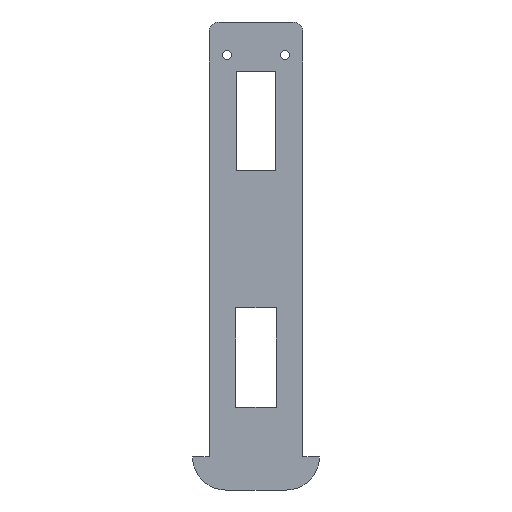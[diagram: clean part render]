
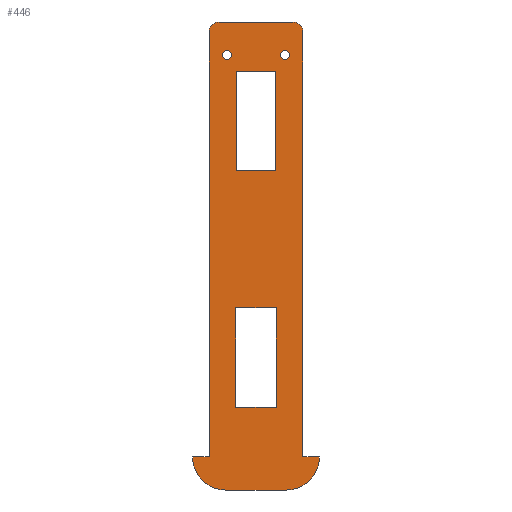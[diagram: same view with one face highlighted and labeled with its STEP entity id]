
A CAD part, front view. The second image highlights one B-rep face of the part: STEP entity #446.
In plain terms, the highlighted planar face has unit normal (0, -1, 0).
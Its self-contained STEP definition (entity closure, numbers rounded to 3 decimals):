
#15=FACE_BOUND('',#77,.T.);
#16=FACE_BOUND('',#78,.T.);
#17=FACE_BOUND('',#79,.T.);
#18=FACE_BOUND('',#80,.T.);
#25=CIRCLE('',#488,1.35);
#28=CIRCLE('',#492,1.35);
#30=CIRCLE('',#495,3.);
#31=CIRCLE('',#497,3.);
#32=CIRCLE('',#498,10.);
#33=CIRCLE('',#499,10.);
#54=FACE_OUTER_BOUND('',#76,.T.);
#76=EDGE_LOOP('',(#341,#342,#343,#344,#345,#346,#347,#348,#349,#350));
#77=EDGE_LOOP('',(#351,#352,#353,#354));
#78=EDGE_LOOP('',(#355,#356,#357,#358));
#79=EDGE_LOOP('',(#359));
#80=EDGE_LOOP('',(#360));
#95=LINE('',#639,#143);
#99=LINE('',#647,#147);
#102=LINE('',#653,#150);
#105=LINE('',#658,#153);
#109=LINE('',#667,#157);
#113=LINE('',#674,#161);
#116=LINE('',#680,#164);
#118=LINE('',#683,#166);
#123=LINE('',#711,#171);
#124=LINE('',#715,#172);
#125=LINE('',#717,#173);
#126=LINE('',#721,#174);
#127=LINE('',#725,#175);
#128=LINE('',#726,#176);
#143=VECTOR('',#517,10.);
#147=VECTOR('',#523,10.);
#150=VECTOR('',#528,10.);
#153=VECTOR('',#533,10.);
#157=VECTOR('',#539,10.);
#161=VECTOR('',#545,10.);
#164=VECTOR('',#550,10.);
#166=VECTOR('',#554,10.);
#171=VECTOR('',#583,10.);
#172=VECTOR('',#586,10.);
#173=VECTOR('',#587,10.);
#174=VECTOR('',#590,10.);
#175=VECTOR('',#593,10.);
#176=VECTOR('',#594,10.);
#191=VERTEX_POINT('',#637);
#192=VERTEX_POINT('',#638);
#195=VERTEX_POINT('',#646);
#197=VERTEX_POINT('',#652);
#201=VERTEX_POINT('',#664);
#202=VERTEX_POINT('',#666);
#204=VERTEX_POINT('',#672);
#206=VERTEX_POINT('',#678);
#209=VERTEX_POINT('',#689);
#212=VERTEX_POINT('',#697);
#215=VERTEX_POINT('',#704);
#216=VERTEX_POINT('',#706);
#217=VERTEX_POINT('',#710);
#218=VERTEX_POINT('',#712);
#219=VERTEX_POINT('',#714);
#220=VERTEX_POINT('',#716);
#221=VERTEX_POINT('',#718);
#222=VERTEX_POINT('',#720);
#223=VERTEX_POINT('',#722);
#224=VERTEX_POINT('',#724);
#233=EDGE_CURVE('',#191,#192,#95,.T.);
#237=EDGE_CURVE('',#192,#195,#99,.T.);
#240=EDGE_CURVE('',#195,#197,#102,.T.);
#243=EDGE_CURVE('',#197,#191,#105,.T.);
#247=EDGE_CURVE('',#202,#201,#109,.T.);
#251=EDGE_CURVE('',#201,#204,#113,.T.);
#254=EDGE_CURVE('',#204,#206,#116,.T.);
#256=EDGE_CURVE('',#206,#202,#118,.T.);
#260=EDGE_CURVE('',#209,#209,#25,.T.);
#264=EDGE_CURVE('',#212,#212,#28,.T.);
#267=EDGE_CURVE('',#215,#216,#30,.T.);
#269=EDGE_CURVE('',#217,#215,#123,.T.);
#270=EDGE_CURVE('',#218,#217,#31,.T.);
#271=EDGE_CURVE('',#219,#218,#124,.T.);
#272=EDGE_CURVE('',#220,#219,#125,.T.);
#273=EDGE_CURVE('',#221,#220,#32,.T.);
#274=EDGE_CURVE('',#222,#221,#126,.T.);
#275=EDGE_CURVE('',#223,#222,#33,.T.);
#276=EDGE_CURVE('',#224,#223,#127,.T.);
#277=EDGE_CURVE('',#216,#224,#128,.T.);
#341=ORIENTED_EDGE('',*,*,#267,.F.);
#342=ORIENTED_EDGE('',*,*,#269,.F.);
#343=ORIENTED_EDGE('',*,*,#270,.F.);
#344=ORIENTED_EDGE('',*,*,#271,.F.);
#345=ORIENTED_EDGE('',*,*,#272,.F.);
#346=ORIENTED_EDGE('',*,*,#273,.F.);
#347=ORIENTED_EDGE('',*,*,#274,.F.);
#348=ORIENTED_EDGE('',*,*,#275,.F.);
#349=ORIENTED_EDGE('',*,*,#276,.F.);
#350=ORIENTED_EDGE('',*,*,#277,.F.);
#351=ORIENTED_EDGE('',*,*,#240,.T.);
#352=ORIENTED_EDGE('',*,*,#243,.T.);
#353=ORIENTED_EDGE('',*,*,#233,.T.);
#354=ORIENTED_EDGE('',*,*,#237,.T.);
#355=ORIENTED_EDGE('',*,*,#247,.T.);
#356=ORIENTED_EDGE('',*,*,#251,.T.);
#357=ORIENTED_EDGE('',*,*,#254,.T.);
#358=ORIENTED_EDGE('',*,*,#256,.T.);
#359=ORIENTED_EDGE('',*,*,#260,.T.);
#360=ORIENTED_EDGE('',*,*,#264,.T.);
#427=PLANE('',#496);
#446=ADVANCED_FACE('',(#54,#15,#16,#17,#18),#427,.F.);
#488=AXIS2_PLACEMENT_3D('',#691,#562,#563);
#492=AXIS2_PLACEMENT_3D('',#699,#571,#572);
#495=AXIS2_PLACEMENT_3D('',#707,#578,#579);
#496=AXIS2_PLACEMENT_3D('',#709,#581,#582);
#497=AXIS2_PLACEMENT_3D('',#713,#584,#585);
#498=AXIS2_PLACEMENT_3D('',#719,#588,#589);
#499=AXIS2_PLACEMENT_3D('',#723,#591,#592);
#517=DIRECTION('',(0.,0.,1.));
#523=DIRECTION('',(1.,0.,0.));
#528=DIRECTION('',(0.,0.,-1.));
#533=DIRECTION('',(-1.,0.,0.));
#539=DIRECTION('',(0.,0.,-1.));
#545=DIRECTION('',(-1.,0.,0.));
#550=DIRECTION('',(0.,0.,1.));
#554=DIRECTION('',(1.,0.,0.));
#562=DIRECTION('center_axis',(0.,1.,0.));
#563=DIRECTION('ref_axis',(1.,0.,0.));
#571=DIRECTION('center_axis',(0.,1.,0.));
#572=DIRECTION('ref_axis',(1.,0.,0.));
#578=DIRECTION('center_axis',(0.,1.,0.));
#579=DIRECTION('ref_axis',(0.707,0.,0.707));
#581=DIRECTION('center_axis',(0.,1.,0.));
#582=DIRECTION('ref_axis',(0.,0.,1.));
#583=DIRECTION('',(1.,0.,0.));
#584=DIRECTION('center_axis',(0.,1.,0.));
#585=DIRECTION('ref_axis',(-0.707,0.,0.707));
#586=DIRECTION('',(0.,0.,1.));
#587=DIRECTION('',(1.,0.,0.));
#588=DIRECTION('center_axis',(0.,1.,0.));
#589=DIRECTION('ref_axis',(-0.707,0.,-0.707));
#590=DIRECTION('',(-1.,0.,0.));
#591=DIRECTION('center_axis',(0.,1.,0.));
#592=DIRECTION('ref_axis',(0.707,0.,-0.707));
#593=DIRECTION('',(1.,0.,0.));
#594=DIRECTION('',(0.,0.,-1.));
#637=CARTESIAN_POINT('',(-20.15,0.,-45.));
#638=CARTESIAN_POINT('',(-20.15,0.,-15.));
#639=CARTESIAN_POINT('',(-20.15,0.,-42.838));
#646=CARTESIAN_POINT('',(-8.15,0.,-15.));
#647=CARTESIAN_POINT('',(-11.15,0.,-15.));
#652=CARTESIAN_POINT('',(-8.15,0.,-45.));
#653=CARTESIAN_POINT('',(-8.15,0.,-57.838));
#658=CARTESIAN_POINT('',(-17.15,0.,-45.));
#664=CARTESIAN_POINT('',(-8.,0.,-116.35));
#666=CARTESIAN_POINT('',(-8.,0.,-86.35));
#667=CARTESIAN_POINT('',(-8.,0.,-93.513));
#672=CARTESIAN_POINT('',(-20.3,0.,-116.35));
#674=CARTESIAN_POINT('',(-17.225,0.,-116.35));
#678=CARTESIAN_POINT('',(-20.3,0.,-86.35));
#680=CARTESIAN_POINT('',(-20.3,0.,-78.513));
#683=CARTESIAN_POINT('',(-11.075,0.,-86.35));
#689=CARTESIAN_POINT('',(-24.25,0.,-10.));
#691=CARTESIAN_POINT('Origin',(-22.9,0.,-10.));
#697=CARTESIAN_POINT('',(-6.75,0.,-10.));
#699=CARTESIAN_POINT('Origin',(-5.4,0.,-10.));
#704=CARTESIAN_POINT('',(-3.,0.,0.));
#706=CARTESIAN_POINT('',(0.,0.,-3.));
#707=CARTESIAN_POINT('Origin',(-3.,0.,-3.));
#709=CARTESIAN_POINT('Origin',(-14.15,0.,-70.675));
#710=CARTESIAN_POINT('',(-25.3,0.,0.));
#711=CARTESIAN_POINT('',(-28.3,0.,0.));
#712=CARTESIAN_POINT('',(-28.3,0.,-3.));
#713=CARTESIAN_POINT('Origin',(-25.3,0.,-3.));
#714=CARTESIAN_POINT('',(-28.3,0.,-131.35));
#715=CARTESIAN_POINT('',(-28.3,0.,-131.35));
#716=CARTESIAN_POINT('',(-33.3,0.,-131.35));
#717=CARTESIAN_POINT('',(-33.3,0.,-131.35));
#718=CARTESIAN_POINT('',(-23.3,0.,-141.35));
#719=CARTESIAN_POINT('Origin',(-23.3,0.,-131.35));
#720=CARTESIAN_POINT('',(-5.,0.,-141.35));
#721=CARTESIAN_POINT('',(5.,0.,-141.35));
#722=CARTESIAN_POINT('',(5.,0.,-131.35));
#723=CARTESIAN_POINT('Origin',(-5.,0.,-131.35));
#724=CARTESIAN_POINT('',(0.,0.,-131.35));
#725=CARTESIAN_POINT('',(-33.3,0.,-131.35));
#726=CARTESIAN_POINT('',(0.,0.,0.));
